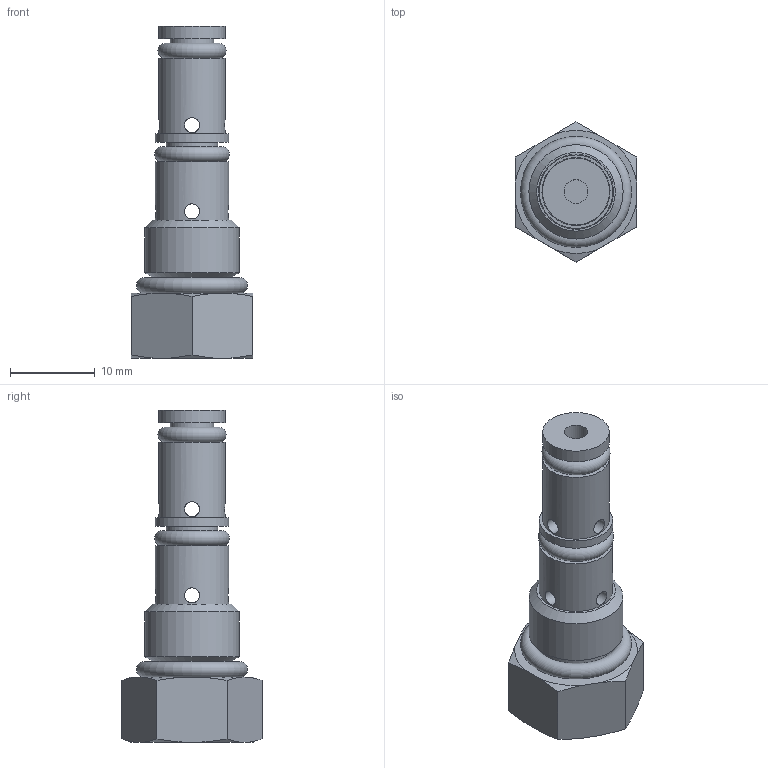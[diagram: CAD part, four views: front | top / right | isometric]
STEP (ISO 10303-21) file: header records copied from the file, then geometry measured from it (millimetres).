
FILE_DESCRIPTION((''),'2;1');
FILE_NAME('3204.stp','2015-01-05T14:26:27',('jml'),(''),'Autodesk Inventor 2010','Autodesk Inventor 2010','');
FILE_SCHEMA(('AUTOMOTIVE_DESIGN { 1 0 10303 214 1 1 1 1 }'));
Length unit declared in the file: inch
Products named in the file (6): 3204; 221783; 990202; 904 O-RING; 008 O-RING; 009 O-RING
Assembly tree (5 placements, depth 2):
  3204
    221783
    990202
    904 O-RING
    008 O-RING
    009 O-RING
Bounding box: 14.29 x 16.5 x 39.12 mm (x, y, z)
Volume: 2762.7 mm3; surface area: 3090.1 mm2
Topology: 5 solids, 5 shells, 173 faces, 427 edges, 282 vertices
Faces by surface type: plane 102, cylinder 44, cone 23, torus 3, bspline 1
Full cylindrical faces by diameter (mm): 0.696 x1, 1.778 x8, 2.769 x1, 4.039 x1, 5.08 x1, 5.563 x1, 6.096 x1, 6.198 x1, 7.137 x1, 7.142 x8, 7.874 x2, 8.661 x2, 9.296 x1, 11.1 x1
Entity records: 5560 total; most frequent: CARTESIAN_POINT 1428, DIRECTION 787, ORIENTED_EDGE 722, EDGE_CURVE 361, AXIS2_PLACEMENT_3D 283, VERTEX_POINT 263, EDGE_LOOP 262, VECTOR 221
